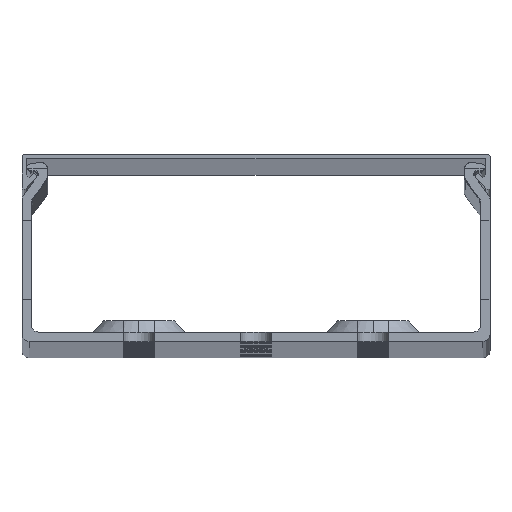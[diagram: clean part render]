
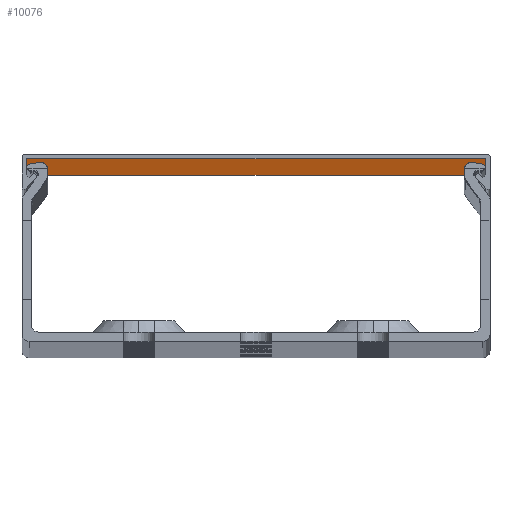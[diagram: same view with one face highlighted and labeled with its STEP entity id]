
A CAD part, top view. The second image highlights one B-rep face of the part: STEP entity #10076.
In plain terms, the highlighted planar face has unit normal (0, -1, 0).
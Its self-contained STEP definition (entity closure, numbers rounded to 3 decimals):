
#1768 = DIRECTION ( 'NONE',  ( 0., 0., -1. ) ) ;
#4684 = VERTEX_POINT ( 'NONE', #17012 ) ;
#8356 = VECTOR ( 'NONE', #16995, 1000. ) ;
#8647 = CARTESIAN_POINT ( 'NONE',  ( -49., 39., 1100.352 ) ) ;
#10076 = ADVANCED_FACE ( 'NONE', ( #11700 ), #10902, .F. ) ;
#10646 = CARTESIAN_POINT ( 'NONE',  ( -49., 39., -1000. ) ) ;
#10902 = PLANE ( 'NONE',  #25629 ) ;
#11700 = FACE_OUTER_BOUND ( 'NONE', #22629, .T. ) ;
#11982 = DIRECTION ( 'NONE',  ( -1., 0., 0. ) ) ;
#14954 = LINE ( 'NONE', #19000, #42405 ) ;
#15115 = DIRECTION ( 'NONE',  ( 1., 0., 0. ) ) ;
#15395 = LINE ( 'NONE', #31324, #34976 ) ;
#16995 = DIRECTION ( 'NONE',  ( 0., 0., -1. ) ) ;
#17012 = CARTESIAN_POINT ( 'NONE',  ( 49., 39., 1000. ) ) ;
#18312 = CARTESIAN_POINT ( 'NONE',  ( -49., 39., 1000. ) ) ;
#19000 = CARTESIAN_POINT ( 'NONE',  ( 49., 39., 1100.352 ) ) ;
#20060 = CARTESIAN_POINT ( 'NONE',  ( -49., 39., 1100.352 ) ) ;
#20499 = LINE ( 'NONE', #8647, #8356 ) ;
#22629 = EDGE_LOOP ( 'NONE', ( #39675, #28701, #49825, #42233 ) ) ;
#23835 = DIRECTION ( 'NONE',  ( 0., 1., 0. ) ) ;
#25629 = AXIS2_PLACEMENT_3D ( 'NONE', #20060, #23835, #11982 ) ;
#28701 = ORIENTED_EDGE ( 'NONE', *, *, #43480, .T. ) ;
#31324 = CARTESIAN_POINT ( 'NONE',  ( -49., 39., -1000. ) ) ;
#33311 = EDGE_CURVE ( 'NONE', #50616, #34475, #15395, .T. ) ;
#34475 = VERTEX_POINT ( 'NONE', #48673 ) ;
#34512 = LINE ( 'NONE', #18312, #52336 ) ;
#34766 = DIRECTION ( 'NONE',  ( -1., 0., 0. ) ) ;
#34976 = VECTOR ( 'NONE', #15115, 1000. ) ;
#35231 = VERTEX_POINT ( 'NONE', #51980 ) ;
#39675 = ORIENTED_EDGE ( 'NONE', *, *, #49432, .F. ) ;
#42233 = ORIENTED_EDGE ( 'NONE', *, *, #33311, .T. ) ;
#42405 = VECTOR ( 'NONE', #1768, 1000. ) ;
#43416 = EDGE_CURVE ( 'NONE', #35231, #50616, #20499, .T. ) ;
#43480 = EDGE_CURVE ( 'NONE', #4684, #35231, #34512, .T. ) ;
#48673 = CARTESIAN_POINT ( 'NONE',  ( 49., 39., -1000. ) ) ;
#49432 = EDGE_CURVE ( 'NONE', #4684, #34475, #14954, .T. ) ;
#49825 = ORIENTED_EDGE ( 'NONE', *, *, #43416, .T. ) ;
#50616 = VERTEX_POINT ( 'NONE', #10646 ) ;
#51980 = CARTESIAN_POINT ( 'NONE',  ( -49., 39., 1000. ) ) ;
#52336 = VECTOR ( 'NONE', #34766, 1000. ) ;
